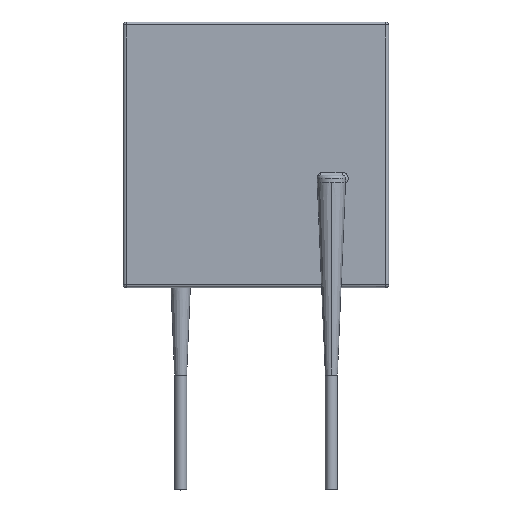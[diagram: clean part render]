
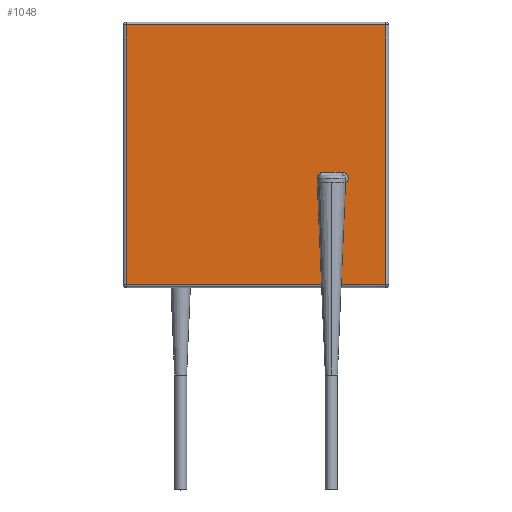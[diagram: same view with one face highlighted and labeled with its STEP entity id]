
A CAD part, top view. The second image highlights one B-rep face of the part: STEP entity #1048.
In plain terms, the highlighted planar face has unit normal (0, 0, 1).
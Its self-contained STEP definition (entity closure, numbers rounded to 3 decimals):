
#227=DIRECTION('',(1.,0.,0.));
#228=VECTOR('',#227,13.124);
#229=CARTESIAN_POINT('',(-8.72,-8.72,0.6));
#230=LINE('',#229,#228);
#231=DIRECTION('',(0.,-1.,0.));
#232=VECTOR('',#231,17.44);
#233=CARTESIAN_POINT('',(-8.72,8.72,0.6));
#234=LINE('',#233,#232);
#235=DIRECTION('',(-1.,0.,0.));
#236=VECTOR('',#235,17.44);
#237=CARTESIAN_POINT('',(8.72,8.72,0.6));
#238=LINE('',#237,#236);
#239=DIRECTION('',(0.,1.,0.));
#240=VECTOR('',#239,17.44);
#241=CARTESIAN_POINT('',(8.72,-8.72,0.6));
#242=LINE('',#241,#240);
#243=DIRECTION('',(1.,0.,0.));
#244=VECTOR('',#243,2.994);
#245=CARTESIAN_POINT('',(5.726,-8.72,0.6));
#246=LINE('',#245,#244);
#247=DIRECTION('',(-0.042,-0.999,0.));
#248=VECTOR('',#247,6.814);
#249=CARTESIAN_POINT('',(6.014,-1.912,0.6));
#250=LINE('',#249,#248);
#251=CARTESIAN_POINT('',(5.788,-1.178,0.6));
#252=CARTESIAN_POINT('',(5.816,-1.178,0.6));
#253=CARTESIAN_POINT('',(5.871,-1.183,0.6));
#254=CARTESIAN_POINT('',(5.949,-1.207,0.6));
#255=CARTESIAN_POINT('',(6.02,-1.244,0.6));
#256=CARTESIAN_POINT('',(6.082,-1.295,0.6));
#257=CARTESIAN_POINT('',(6.132,-1.356,0.6));
#258=CARTESIAN_POINT('',(6.17,-1.425,0.6));
#259=CARTESIAN_POINT('',(6.192,-1.501,0.6));
#260=CARTESIAN_POINT('',(6.2,-1.579,0.6));
#261=CARTESIAN_POINT('',(6.192,-1.657,0.6));
#262=CARTESIAN_POINT('',(6.169,-1.733,0.6));
#263=CARTESIAN_POINT('',(6.13,-1.803,0.6));
#264=CARTESIAN_POINT('',(6.078,-1.864,0.6));
#265=CARTESIAN_POINT('',(6.037,-1.898,0.6));
#266=CARTESIAN_POINT('',(6.014,-1.912,0.6));
#268=DIRECTION('',(-1.,0.,0.));
#269=VECTOR('',#268,1.446);
#270=CARTESIAN_POINT('',(5.788,-1.178,0.6));
#271=LINE('',#270,#269);
#272=CARTESIAN_POINT('',(4.342,-1.178,0.6));
#273=CARTESIAN_POINT('',(4.319,-1.201,0.6));
#274=CARTESIAN_POINT('',(4.273,-1.242,0.6));
#275=CARTESIAN_POINT('',(4.213,-1.3,0.6));
#276=CARTESIAN_POINT('',(4.167,-1.358,0.6));
#277=CARTESIAN_POINT('',(4.136,-1.415,0.6));
#278=CARTESIAN_POINT('',(4.119,-1.471,0.6));
#279=CARTESIAN_POINT('',(4.115,-1.507,0.6));
#280=CARTESIAN_POINT('',(4.115,-1.524,0.6));
#282=DIRECTION('',(0.,1.,0.));
#283=VECTOR('',#282,0.354);
#284=CARTESIAN_POINT('',(4.115,-1.878,0.6));
#285=LINE('',#284,#283);
#286=DIRECTION('',(-0.042,0.999,0.));
#287=VECTOR('',#286,6.848);
#288=CARTESIAN_POINT('',(4.404,-8.72,0.6));
#289=LINE('',#288,#287);
#652=CARTESIAN_POINT('',(4.115,-1.878,0.6));
#653=VERTEX_POINT('',#652);
#654=CARTESIAN_POINT('',(5.788,-1.178,0.6));
#655=CARTESIAN_POINT('',(4.342,-1.178,0.6));
#656=VERTEX_POINT('',#654);
#657=VERTEX_POINT('',#655);
#670=CARTESIAN_POINT('',(4.115,-1.524,0.6));
#671=VERTEX_POINT('',#670);
#676=VERTEX_POINT('',#266);
#686=CARTESIAN_POINT('',(-8.72,-8.72,0.6));
#687=CARTESIAN_POINT('',(4.404,-8.72,0.6));
#688=VERTEX_POINT('',#686);
#689=VERTEX_POINT('',#687);
#708=CARTESIAN_POINT('',(-8.72,8.72,0.6));
#709=VERTEX_POINT('',#708);
#718=CARTESIAN_POINT('',(5.726,-8.72,0.6));
#719=CARTESIAN_POINT('',(8.72,-8.72,0.6));
#720=VERTEX_POINT('',#718);
#721=VERTEX_POINT('',#719);
#730=CARTESIAN_POINT('',(8.72,8.72,0.6));
#731=VERTEX_POINT('',#730);
#1022=CARTESIAN_POINT('',(0.,0.,0.6));
#1023=DIRECTION('',(0.,0.,1.));
#1024=DIRECTION('',(1.,0.,0.));
#1025=AXIS2_PLACEMENT_3D('',#1022,#1023,#1024);
#1026=PLANE('',#1025);
#1027=ORIENTED_EDGE('',*,*,#962,.F.);
#1028=ORIENTED_EDGE('',*,*,#990,.F.);
#1029=ORIENTED_EDGE('',*,*,#1013,.F.);
#1031=ORIENTED_EDGE('',*,*,#1030,.F.);
#1033=ORIENTED_EDGE('',*,*,#1032,.F.);
#1035=ORIENTED_EDGE('',*,*,#1034,.F.);
#1037=ORIENTED_EDGE('',*,*,#1036,.F.);
#1039=ORIENTED_EDGE('',*,*,#1038,.T.);
#1041=ORIENTED_EDGE('',*,*,#1040,.T.);
#1043=ORIENTED_EDGE('',*,*,#1042,.F.);
#1045=ORIENTED_EDGE('',*,*,#1044,.F.);
#1046=EDGE_LOOP('',(#1027,#1028,#1029,#1031,#1033,#1035,#1037,#1039,#1041,#1043,
#1045));
#1047=FACE_OUTER_BOUND('',#1046,.F.);
#267=B_SPLINE_CURVE_WITH_KNOTS('',3,(#251,#252,#253,#254,#255,#256,#257,#258,
#259,#260,#261,#262,#263,#264,#265,#266),.UNSPECIFIED.,.F.,.F.,(4,1,1,1,1,1,1,1,
1,1,1,1,1,4),(0.,0.077,0.154,0.231,
0.308,0.385,0.462,0.538,
0.615,0.692,0.769,0.846,
0.923,1.),.UNSPECIFIED.);
#281=B_SPLINE_CURVE_WITH_KNOTS('',3,(#272,#273,#274,#275,#276,#277,#278,#279,
#280),.UNSPECIFIED.,.F.,.F.,(4,1,1,1,1,1,4),(0.,0.167,
0.333,0.5,0.667,0.833,1.),
.UNSPECIFIED.);
#962=EDGE_CURVE('',#688,#689,#230,.T.);
#990=EDGE_CURVE('',#709,#688,#234,.T.);
#1013=EDGE_CURVE('',#731,#709,#238,.T.);
#1030=EDGE_CURVE('',#721,#731,#242,.T.);
#1032=EDGE_CURVE('',#720,#721,#246,.T.);
#1034=EDGE_CURVE('',#676,#720,#250,.T.);
#1036=EDGE_CURVE('',#656,#676,#267,.T.);
#1038=EDGE_CURVE('',#656,#657,#271,.T.);
#1040=EDGE_CURVE('',#657,#671,#281,.T.);
#1042=EDGE_CURVE('',#653,#671,#285,.T.);
#1044=EDGE_CURVE('',#689,#653,#289,.T.);
#1048=ADVANCED_FACE('',(#1047),#1026,.T.);
